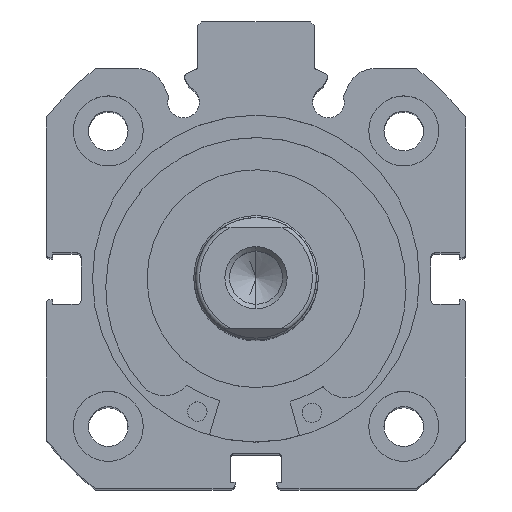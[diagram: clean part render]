
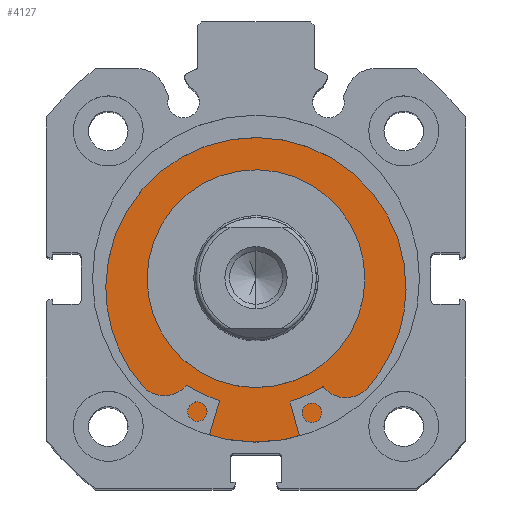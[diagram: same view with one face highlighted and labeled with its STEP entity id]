
A CAD part, top view. The second image highlights one B-rep face of the part: STEP entity #4127.
In plain terms, the highlighted face is planar.
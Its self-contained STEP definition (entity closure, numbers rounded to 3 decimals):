
#1332 = ORIENTED_EDGE ( 'NONE', *, *, #3880, .T. ) ;
#1333 = ORIENTED_EDGE ( 'NONE', *, *, #3865, .T. ) ;
#1334 = ORIENTED_EDGE ( 'NONE', *, *, #3879, .F. ) ;
#1335 = ORIENTED_EDGE ( 'NONE', *, *, #3871, .F. ) ;
#1686 = EDGE_LOOP ( 'NONE', ( #1333, #1332 ) ) ;
#1687 = EDGE_LOOP ( 'NONE', ( #1335, #1334 ) ) ;
#2908 = CARTESIAN_POINT ( 'NONE',  ( 3.5, 0., 14. ) ) ;
#2909 = CARTESIAN_POINT ( 'NONE',  ( 3.5, 0., -14. ) ) ;
#2914 = CARTESIAN_POINT ( 'NONE',  ( 3.5, 0., -21. ) ) ;
#2915 = CARTESIAN_POINT ( 'NONE',  ( 3.5, 0., 21. ) ) ;
#3016 = VERTEX_POINT ( 'NONE', #2915 ) ;
#3017 = VERTEX_POINT ( 'NONE', #2914 ) ;
#3022 = VERTEX_POINT ( 'NONE', #2909 ) ;
#3023 = VERTEX_POINT ( 'NONE', #2908 ) ;
#3865 = EDGE_CURVE ( 'NONE', #3016, #3017, #4780, .T. ) ;
#3871 = EDGE_CURVE ( 'NONE', #3023, #3022, #4862, .T. ) ;
#3879 = EDGE_CURVE ( 'NONE', #3022, #3023, #4873, .T. ) ;
#3880 = EDGE_CURVE ( 'NONE', #3017, #3016, #4874, .T. ) ;
#4127 = ADVANCED_FACE ( 'NONE', ( #5142, #5148 ), #6869, .F. ) ;
#4780 = CIRCLE ( 'NONE', #5479, 21. ) ;
#4862 = CIRCLE ( 'NONE', #5481, 14. ) ;
#4873 = CIRCLE ( 'NONE', #5488, 14. ) ;
#4874 = CIRCLE ( 'NONE', #5489, 21. ) ;
#5142 = FACE_BOUND ( 'NONE', #1687, .T. ) ;
#5148 = FACE_OUTER_BOUND ( 'NONE', #1686, .T. ) ;
#5479 = AXIS2_PLACEMENT_3D ( 'NONE', #6361, #6362, #6363 ) ;
#5481 = AXIS2_PLACEMENT_3D ( 'NONE', #6374, #6375, #6376 ) ;
#5488 = AXIS2_PLACEMENT_3D ( 'NONE', #6391, #6397, #6398 ) ;
#5489 = AXIS2_PLACEMENT_3D ( 'NONE', #6394, #6399, #6400 ) ;
#5629 = AXIS2_PLACEMENT_3D ( 'NONE', #6868, #6870, #6871 ) ;
#6361 = CARTESIAN_POINT ( 'NONE',  ( 3.5, 0., 0. ) ) ;
#6362 = DIRECTION ( 'NONE',  ( -1., 0., 0. ) ) ;
#6363 = DIRECTION ( 'NONE',  ( 0., 0., 1. ) ) ;
#6374 = CARTESIAN_POINT ( 'NONE',  ( 3.5, 0., 0. ) ) ;
#6375 = DIRECTION ( 'NONE',  ( -1., 0., 0. ) ) ;
#6376 = DIRECTION ( 'NONE',  ( 0., 0., 1. ) ) ;
#6391 = CARTESIAN_POINT ( 'NONE',  ( 3.5, 0., 0. ) ) ;
#6394 = CARTESIAN_POINT ( 'NONE',  ( 3.5, 0., 0. ) ) ;
#6397 = DIRECTION ( 'NONE',  ( -1., 0., 0. ) ) ;
#6398 = DIRECTION ( 'NONE',  ( 0., 0., 1. ) ) ;
#6399 = DIRECTION ( 'NONE',  ( -1., 0., 0. ) ) ;
#6400 = DIRECTION ( 'NONE',  ( 0., 0., 1. ) ) ;
#6868 = CARTESIAN_POINT ( 'NONE',  ( 3.5, 21., 0. ) ) ;
#6869 = PLANE ( 'NONE',  #5629 ) ;
#6870 = DIRECTION ( 'NONE',  ( 1., 0., 0. ) ) ;
#6871 = DIRECTION ( 'NONE',  ( 0., 0., -1. ) ) ;
